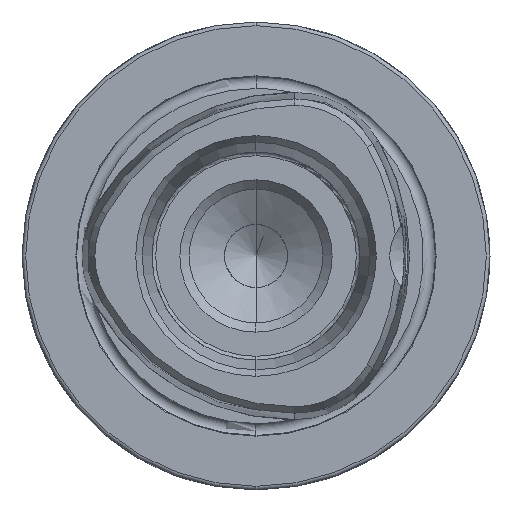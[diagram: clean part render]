
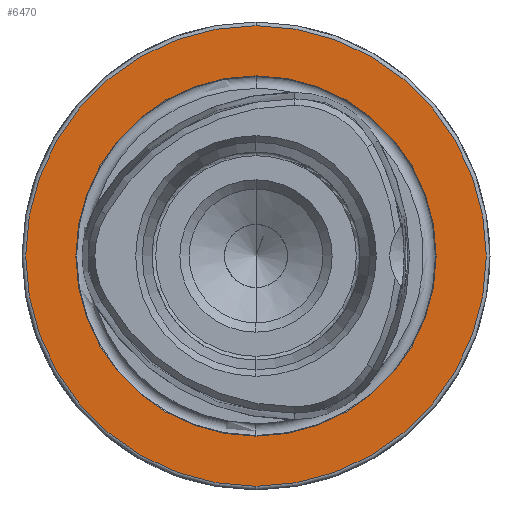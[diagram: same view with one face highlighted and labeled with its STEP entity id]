
A CAD part, left-side view. The second image highlights one B-rep face of the part: STEP entity #6470.
In plain terms, the highlighted planar face has unit normal (-1, 0, 0).
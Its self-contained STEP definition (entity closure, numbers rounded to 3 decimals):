
#1 = AXIS2_PLACEMENT_3D ( 'NONE', #1199, #1197, #1190 ) ;
#2 = AXIS2_PLACEMENT_3D ( 'NONE', #1209, #1208, #1207 ) ;
#1190 = DIRECTION ( 'NONE',  ( 0., 0., 1. ) ) ;
#1197 = DIRECTION ( 'NONE',  ( -1., 0., 0. ) ) ;
#1199 = CARTESIAN_POINT ( 'NONE',  ( 0., 0., 0. ) ) ;
#1207 = DIRECTION ( 'NONE',  ( 0., 0., 1. ) ) ;
#1208 = DIRECTION ( 'NONE',  ( -1., 0., 0. ) ) ;
#1209 = CARTESIAN_POINT ( 'NONE',  ( 0., 0., 0. ) ) ;
#1230 = DIRECTION ( 'NONE',  ( 0., 0., 1. ) ) ;
#1231 = DIRECTION ( 'NONE',  ( -1., 0., 0. ) ) ;
#1234 = CARTESIAN_POINT ( 'NONE',  ( 0., 0., 0. ) ) ;
#1247 = DIRECTION ( 'NONE',  ( 0., 0., 1. ) ) ;
#1248 = DIRECTION ( 'NONE',  ( -1., 0., 0. ) ) ;
#1249 = CARTESIAN_POINT ( 'NONE',  ( 0., 0., 0. ) ) ;
#2781 = AXIS2_PLACEMENT_3D ( 'NONE', #1249, #1248, #1247 ) ;
#2784 = AXIS2_PLACEMENT_3D ( 'NONE', #1234, #1231, #1230 ) ;
#3007 = AXIS2_PLACEMENT_3D ( 'NONE', #6083, #6077, #6076 ) ;
#4494 = EDGE_CURVE ( 'NONE', #7452, #7451, #6301, .T. ) ;
#4495 = EDGE_CURVE ( 'NONE', #7449, #7446, #6307, .T. ) ;
#4591 = EDGE_CURVE ( 'NONE', #7446, #7449, #6282, .T. ) ;
#4595 = EDGE_CURVE ( 'NONE', #7451, #7452, #6273, .T. ) ;
#4964 = EDGE_LOOP ( 'NONE', ( #8706, #8705 ) ) ;
#5087 = EDGE_LOOP ( 'NONE', ( #8708, #8707 ) ) ;
#5582 = FACE_OUTER_BOUND ( 'NONE', #4964, .T. ) ;
#5592 = FACE_BOUND ( 'NONE', #5087, .T. ) ;
#6076 = DIRECTION ( 'NONE',  ( 0., 0., -1. ) ) ;
#6077 = DIRECTION ( 'NONE',  ( 1., 0., 0. ) ) ;
#6079 = PLANE ( 'NONE',  #3007 ) ;
#6083 = CARTESIAN_POINT ( 'NONE',  ( 0., 24.25, 0. ) ) ;
#6273 = CIRCLE ( 'NONE', #2784, 31. ) ;
#6282 = CIRCLE ( 'NONE', #2781, 24.25 ) ;
#6301 = CIRCLE ( 'NONE', #2, 31. ) ;
#6307 = CIRCLE ( 'NONE', #1, 24.25 ) ;
#6470 = ADVANCED_FACE ( 'NONE', ( #5592, #5582 ), #6079, .F. ) ;
#7446 = VERTEX_POINT ( 'NONE', #9428 ) ;
#7449 = VERTEX_POINT ( 'NONE', #9431 ) ;
#7451 = VERTEX_POINT ( 'NONE', #9433 ) ;
#7452 = VERTEX_POINT ( 'NONE', #9434 ) ;
#8705 = ORIENTED_EDGE ( 'NONE', *, *, #4494, .T. ) ;
#8706 = ORIENTED_EDGE ( 'NONE', *, *, #4595, .T. ) ;
#8707 = ORIENTED_EDGE ( 'NONE', *, *, #4591, .F. ) ;
#8708 = ORIENTED_EDGE ( 'NONE', *, *, #4495, .F. ) ;
#9428 = CARTESIAN_POINT ( 'NONE',  ( 0., 0., -24.25 ) ) ;
#9431 = CARTESIAN_POINT ( 'NONE',  ( 0., 0., 24.25 ) ) ;
#9433 = CARTESIAN_POINT ( 'NONE',  ( 0., 0., 31. ) ) ;
#9434 = CARTESIAN_POINT ( 'NONE',  ( 0., 0., -31. ) ) ;
